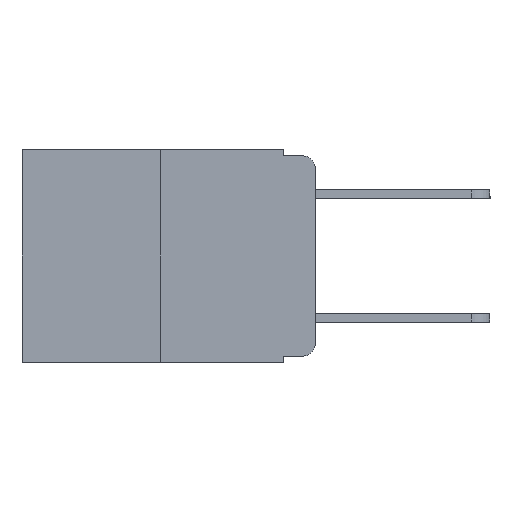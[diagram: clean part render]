
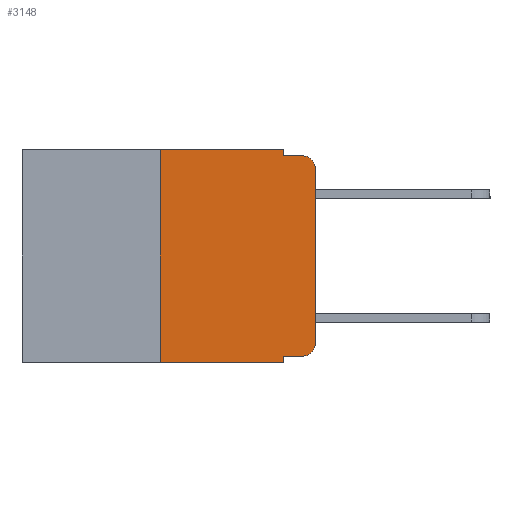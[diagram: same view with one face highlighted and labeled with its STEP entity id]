
A CAD part, left-side view. The second image highlights one B-rep face of the part: STEP entity #3148.
In plain terms, the highlighted planar face has unit normal (-1, 0, 0).
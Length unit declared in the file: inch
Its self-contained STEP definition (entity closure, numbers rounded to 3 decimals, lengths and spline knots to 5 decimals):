
#339 = VECTOR ( 'NONE', #5617, 39.37008 ) ;
#923 = DIRECTION ( 'NONE',  ( 0., 0., -1. ) ) ;
#1280 = LINE ( 'NONE', #8885, #9276 ) ;
#1393 = CARTESIAN_POINT ( 'NONE',  ( 0., 0.02, -0.313 ) ) ;
#2213 = EDGE_CURVE ( 'NONE', #14294, #19354, #19039, .T. ) ;
#2524 = VERTEX_POINT ( 'NONE', #9008 ) ;
#2559 = CARTESIAN_POINT ( 'NONE',  ( 0., 0., -0.313 ) ) ;
#2835 = ORIENTED_EDGE ( 'NONE', *, *, #10145, .F. ) ;
#3127 = DIRECTION ( 'NONE',  ( 0., 0., -1. ) ) ;
#3148 = ADVANCED_FACE ( 'NONE', ( #12230 ), #12201, .F. ) ;
#3222 = ORIENTED_EDGE ( 'NONE', *, *, #13202, .T. ) ;
#3329 = ORIENTED_EDGE ( 'NONE', *, *, #7962, .F. ) ;
#3387 = EDGE_CURVE ( 'NONE', #14139, #14294, #15010, .T. ) ;
#3599 = ORIENTED_EDGE ( 'NONE', *, *, #14585, .F. ) ;
#3853 = EDGE_LOOP ( 'NONE', ( #11150, #3222, #2835, #3329, #3599, #14171, #13032, #11537, #14837, #6411 ) ) ;
#3924 = VECTOR ( 'NONE', #17851, 39.37008 ) ;
#4104 = DIRECTION ( 'NONE',  ( 0., 0., -1. ) ) ;
#4779 = LINE ( 'NONE', #14522, #8210 ) ;
#5236 = AXIS2_PLACEMENT_3D ( 'NONE', #19821, #10974, #923 ) ;
#5546 = LINE ( 'NONE', #13544, #339 ) ;
#5617 = DIRECTION ( 'NONE',  ( 0., 0., -1. ) ) ;
#5733 = EDGE_CURVE ( 'NONE', #14139, #19030, #1280, .T. ) ;
#6227 = CARTESIAN_POINT ( 'NONE',  ( 0., 0.25, 0. ) ) ;
#6411 = ORIENTED_EDGE ( 'NONE', *, *, #2213, .T. ) ;
#6574 = DIRECTION ( 'NONE',  ( 0., -1., 0. ) ) ;
#6658 = VERTEX_POINT ( 'NONE', #6227 ) ;
#6772 = VECTOR ( 'NONE', #6574, 39.37008 ) ;
#6801 = CARTESIAN_POINT ( 'NONE',  ( 0., 0., -0.03 ) ) ;
#6867 = EDGE_CURVE ( 'NONE', #7557, #6658, #4779, .T. ) ;
#6933 = CARTESIAN_POINT ( 'NONE',  ( 0., 0.051, 0. ) ) ;
#7557 = VERTEX_POINT ( 'NONE', #14499 ) ;
#7671 = LINE ( 'NONE', #16086, #15341 ) ;
#7751 = LINE ( 'NONE', #9034, #16354 ) ;
#7962 = EDGE_CURVE ( 'NONE', #19621, #2524, #5546, .T. ) ;
#8210 = VECTOR ( 'NONE', #15988, 39.37008 ) ;
#8248 = CARTESIAN_POINT ( 'NONE',  ( 0., 0.051, -0.333 ) ) ;
#8885 = CARTESIAN_POINT ( 'NONE',  ( 0., 0.051, 0. ) ) ;
#9008 = CARTESIAN_POINT ( 'NONE',  ( 0., 0.051, -0.01 ) ) ;
#9034 = CARTESIAN_POINT ( 'NONE',  ( 0., 0.473, 0. ) ) ;
#9276 = VECTOR ( 'NONE', #10460, 39.37008 ) ;
#9288 = CARTESIAN_POINT ( 'NONE',  ( 0., 0.02, -0.01 ) ) ;
#9628 = VERTEX_POINT ( 'NONE', #6801 ) ;
#10145 = EDGE_CURVE ( 'NONE', #2524, #13183, #7671, .T. ) ;
#10460 = DIRECTION ( 'NONE',  ( 0., 0., -1. ) ) ;
#10603 = DIRECTION ( 'NONE',  ( 0., -1., 0. ) ) ;
#10974 = DIRECTION ( 'NONE',  ( -1., 0., 0. ) ) ;
#11150 = ORIENTED_EDGE ( 'NONE', *, *, #15136, .T. ) ;
#11268 = CARTESIAN_POINT ( 'NONE',  ( 0., 0.051, -0.333 ) ) ;
#11537 = ORIENTED_EDGE ( 'NONE', *, *, #5733, .F. ) ;
#12201 = PLANE ( 'NONE',  #19496 ) ;
#12230 = FACE_OUTER_BOUND ( 'NONE', #3853, .T. ) ;
#12671 = EDGE_CURVE ( 'NONE', #7557, #19030, #12959, .T. ) ;
#12904 = DIRECTION ( 'NONE',  ( -1., 0., 0. ) ) ;
#12959 = LINE ( 'NONE', #17178, #19841 ) ;
#13032 = ORIENTED_EDGE ( 'NONE', *, *, #12671, .T. ) ;
#13146 = CARTESIAN_POINT ( 'NONE',  ( 0., 0.02, -0.333 ) ) ;
#13183 = VERTEX_POINT ( 'NONE', #9288 ) ;
#13202 = EDGE_CURVE ( 'NONE', #9628, #13183, #13649, .T. ) ;
#13544 = CARTESIAN_POINT ( 'NONE',  ( 0., 0.051, 0. ) ) ;
#13649 = CIRCLE ( 'NONE', #5236, 0.02 ) ;
#13734 = DIRECTION ( 'NONE',  ( 1., 0., 0. ) ) ;
#14139 = VERTEX_POINT ( 'NONE', #11268 ) ;
#14171 = ORIENTED_EDGE ( 'NONE', *, *, #6867, .F. ) ;
#14294 = VERTEX_POINT ( 'NONE', #13146 ) ;
#14317 = DIRECTION ( 'NONE',  ( 0., -1., 0. ) ) ;
#14499 = CARTESIAN_POINT ( 'NONE',  ( 0., 0.25, -0.343 ) ) ;
#14522 = CARTESIAN_POINT ( 'NONE',  ( 0., 0.25, 0. ) ) ;
#14585 = EDGE_CURVE ( 'NONE', #6658, #19621, #7751, .T. ) ;
#14837 = ORIENTED_EDGE ( 'NONE', *, *, #3387, .T. ) ;
#15010 = LINE ( 'NONE', #8248, #6772 ) ;
#15063 = AXIS2_PLACEMENT_3D ( 'NONE', #1393, #12904, #3127 ) ;
#15136 = EDGE_CURVE ( 'NONE', #19354, #9628, #16497, .T. ) ;
#15341 = VECTOR ( 'NONE', #18964, 39.37008 ) ;
#15988 = DIRECTION ( 'NONE',  ( 0., 0., 1. ) ) ;
#16057 = CARTESIAN_POINT ( 'NONE',  ( 0., 0.051, -0.343 ) ) ;
#16086 = CARTESIAN_POINT ( 'NONE',  ( 0., 0.051, -0.01 ) ) ;
#16354 = VECTOR ( 'NONE', #10603, 39.37008 ) ;
#16398 = CARTESIAN_POINT ( 'NONE',  ( 0., 0., 0. ) ) ;
#16497 = LINE ( 'NONE', #16398, #3924 ) ;
#16553 = CARTESIAN_POINT ( 'NONE',  ( 0., 0.473, 0. ) ) ;
#17178 = CARTESIAN_POINT ( 'NONE',  ( 0., 0.473, -0.343 ) ) ;
#17851 = DIRECTION ( 'NONE',  ( 0., 0., 1. ) ) ;
#18964 = DIRECTION ( 'NONE',  ( 0., -1., 0. ) ) ;
#19030 = VERTEX_POINT ( 'NONE', #16057 ) ;
#19039 = CIRCLE ( 'NONE', #15063, 0.02 ) ;
#19354 = VERTEX_POINT ( 'NONE', #2559 ) ;
#19496 = AXIS2_PLACEMENT_3D ( 'NONE', #16553, #13734, #4104 ) ;
#19621 = VERTEX_POINT ( 'NONE', #6933 ) ;
#19821 = CARTESIAN_POINT ( 'NONE',  ( 0., 0.02, -0.03 ) ) ;
#19841 = VECTOR ( 'NONE', #14317, 39.37008 ) ;
